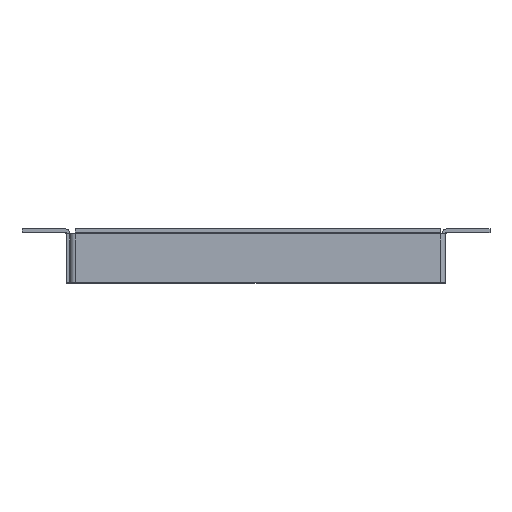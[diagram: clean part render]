
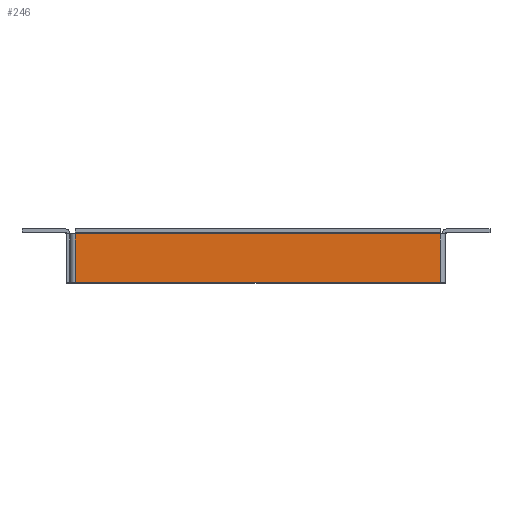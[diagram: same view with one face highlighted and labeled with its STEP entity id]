
A CAD part, top view. The second image highlights one B-rep face of the part: STEP entity #246.
In plain terms, the highlighted planar face has unit normal (0, 0, 1).
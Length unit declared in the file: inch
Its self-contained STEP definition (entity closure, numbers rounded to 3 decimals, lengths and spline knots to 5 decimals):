
#87 = CARTESIAN_POINT ( 'NONE',  ( -3.87799, 0.5085, 3.95 ) ) ;
#159 = CARTESIAN_POINT ( 'NONE',  ( 3.842, 0.5085, 3.95 ) ) ;
#222 = DIRECTION ( 'NONE',  ( 0., -1., 0. ) ) ;
#227 = CARTESIAN_POINT ( 'NONE',  ( -3.76999, 0.5085, 3.95 ) ) ;
#246 = ADVANCED_FACE ( 'NONE', ( #534 ), #718, .F. ) ;
#297 = ORIENTED_EDGE ( 'NONE', *, *, #2451, .F. ) ;
#317 = EDGE_LOOP ( 'NONE', ( #746, #297, #2470, #374 ) ) ;
#325 = CARTESIAN_POINT ( 'NONE',  ( -3.87799, 0.5085, 3.95 ) ) ;
#374 = ORIENTED_EDGE ( 'NONE', *, *, #1080, .T. ) ;
#382 = LINE ( 'NONE', #396, #1678 ) ;
#396 = CARTESIAN_POINT ( 'NONE',  ( 3.842, 0.5085, 3.95 ) ) ;
#482 = LINE ( 'NONE', #1473, #1103 ) ;
#534 = FACE_OUTER_BOUND ( 'NONE', #317, .T. ) ;
#549 = VERTEX_POINT ( 'NONE', #227 ) ;
#698 = DIRECTION ( 'NONE',  ( 1., 0., 0. ) ) ;
#701 = LINE ( 'NONE', #87, #2277 ) ;
#718 = PLANE ( 'NONE',  #786 ) ;
#746 = ORIENTED_EDGE ( 'NONE', *, *, #1365, .F. ) ;
#786 = AXIS2_PLACEMENT_3D ( 'NONE', #325, #1342, #2311 ) ;
#958 = VECTOR ( 'NONE', #959, 39.37008 ) ;
#959 = DIRECTION ( 'NONE',  ( 0., 1., 0. ) ) ;
#1080 = EDGE_CURVE ( 'NONE', #1627, #1419, #482, .T. ) ;
#1103 = VECTOR ( 'NONE', #698, 39.37008 ) ;
#1111 = DIRECTION ( 'NONE',  ( 1., 0., 0. ) ) ;
#1283 = EDGE_CURVE ( 'NONE', #1627, #549, #1939, .T. ) ;
#1316 = VERTEX_POINT ( 'NONE', #159 ) ;
#1342 = DIRECTION ( 'NONE',  ( 0., 0., -1. ) ) ;
#1365 = EDGE_CURVE ( 'NONE', #1316, #1419, #382, .T. ) ;
#1419 = VERTEX_POINT ( 'NONE', #1442 ) ;
#1442 = CARTESIAN_POINT ( 'NONE',  ( 3.842, -0.5085, 3.95 ) ) ;
#1473 = CARTESIAN_POINT ( 'NONE',  ( -3.87799, -0.5085, 3.95 ) ) ;
#1627 = VERTEX_POINT ( 'NONE', #2472 ) ;
#1678 = VECTOR ( 'NONE', #222, 39.37008 ) ;
#1731 = CARTESIAN_POINT ( 'NONE',  ( -3.76999, 0.5085, 3.95 ) ) ;
#1939 = LINE ( 'NONE', #1731, #958 ) ;
#2277 = VECTOR ( 'NONE', #1111, 39.37008 ) ;
#2311 = DIRECTION ( 'NONE',  ( -1., 0., 0. ) ) ;
#2451 = EDGE_CURVE ( 'NONE', #549, #1316, #701, .T. ) ;
#2470 = ORIENTED_EDGE ( 'NONE', *, *, #1283, .F. ) ;
#2472 = CARTESIAN_POINT ( 'NONE',  ( -3.76999, -0.5085, 3.95 ) ) ;
